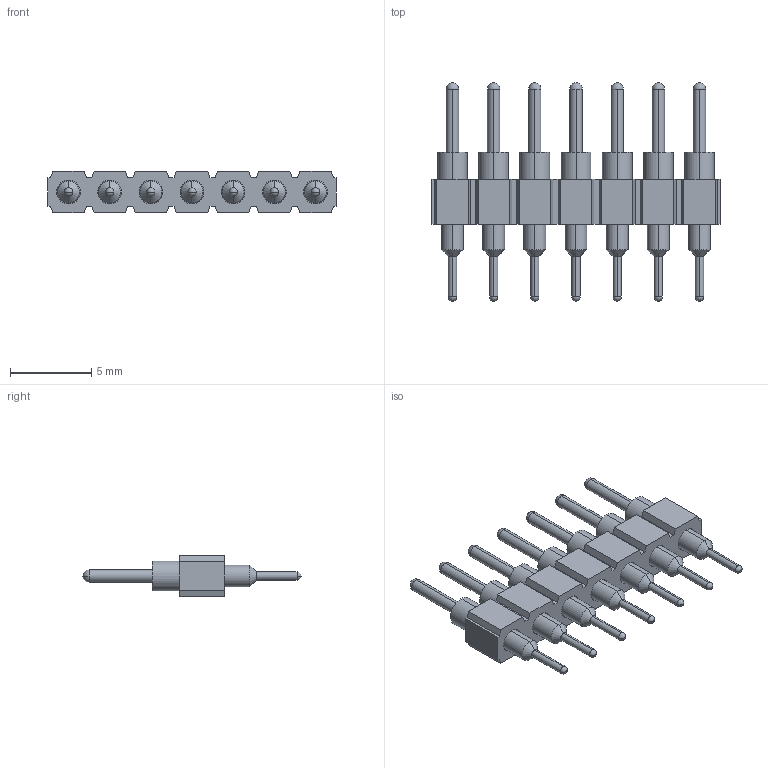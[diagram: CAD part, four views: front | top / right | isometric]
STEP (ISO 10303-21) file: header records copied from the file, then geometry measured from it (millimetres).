
FILE_DESCRIPTION (( 'STEP AP214' ), '1' );
FILE_NAME ('mill-max-334-10-107-00-010000.STEP', '2023-01-05T17:25:22', ( '' ), ( '' ), 'SwSTEP 2.0', 'SolidWorks 2022', '' );
FILE_SCHEMA (( 'AUTOMOTIVE_DESIGN' ));
Length unit declared in the file: inch
Products named in the file (3): P3XX-11-010-00-000000_P307-11-010-00-000000; 3401_3401-0-00-15-00-00-03-0; mill-max-334-10-107-00-010000
Assembly tree (8 placements, depth 2):
  mill-max-334-10-107-00-010000
    P3XX-11-010-00-000000_P307-11-010-00-000000
    3401_3401-0-00-15-00-00-03-0  x7
Bounding box: 17.78 x 13.46 x 2.54 mm (x, y, z)
Volume: 180.7 mm3; surface area: 635.8 mm2
Topology: 8 solids, 8 shells, 244 faces, 600 edges, 372 vertices
Faces by surface type: cylinder 98, plane 90, cone 28, sphere 28
Entity records: 3826 total; most frequent: DIRECTION 652, CARTESIAN_POINT 641, ORIENTED_EDGE 616, EDGE_CURVE 308, LINE 222, VECTOR 222, AXIS2_PLACEMENT_3D 215, VERTEX_POINT 204
